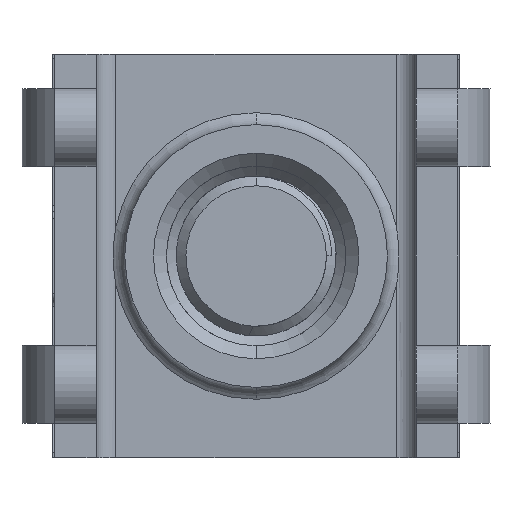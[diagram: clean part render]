
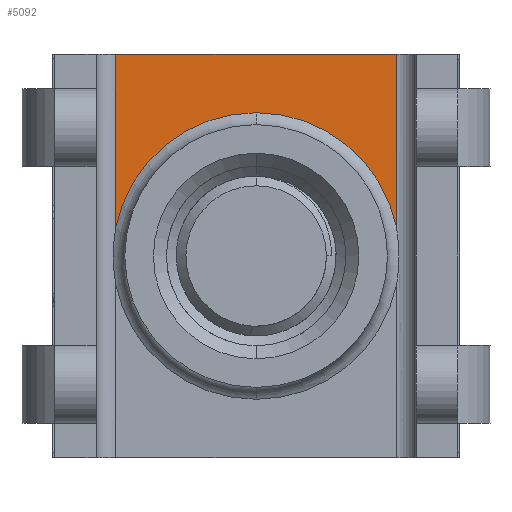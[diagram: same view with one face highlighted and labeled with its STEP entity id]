
A CAD part, front view. The second image highlights one B-rep face of the part: STEP entity #5092.
In plain terms, the highlighted planar face has unit normal (0, -1, 0).
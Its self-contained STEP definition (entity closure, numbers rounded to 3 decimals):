
#3038 = DIRECTION ( 'NONE',  ( 1., 0., 0. ) ) ;
#3039 = VECTOR ( 'NONE', #3038, 1000. ) ;
#3040 = CARTESIAN_POINT ( 'NONE',  ( -1.974, 3.426, 4.448 ) ) ;
#3041 = LINE ( 'NONE', #3040, #3039 ) ;
#3042 = CARTESIAN_POINT ( 'NONE',  ( 3.512, 3.426, 1.063 ) ) ;
#3107 = DIRECTION ( 'NONE',  ( 0., 0., -1. ) ) ;
#3108 = VECTOR ( 'NONE', #3107, 1000. ) ;
#3109 = CARTESIAN_POINT ( 'NONE',  ( 3.512, 3.426, 4.448 ) ) ;
#3110 = LINE ( 'NONE', #3109, #3108 ) ;
#4480 = DIRECTION ( 'NONE',  ( 0., 0., 1. ) ) ;
#4481 = DIRECTION ( 'NONE',  ( 0., 1., 0. ) ) ;
#4482 = CARTESIAN_POINT ( 'NONE',  ( -1.974, 3.426, 4.448 ) ) ;
#4483 = AXIS2_PLACEMENT_3D ( 'NONE', #4482, #4481, #4480 ) ;
#4497 = FACE_OUTER_BOUND ( 'NONE', #5088, .T. ) ;
#4512 = PLANE ( 'NONE',  #4483 ) ;
#4541 = DIRECTION ( 'NONE',  ( 0., 0., 1. ) ) ;
#4542 = DIRECTION ( 'NONE',  ( 0., 1., 0. ) ) ;
#4543 = CARTESIAN_POINT ( 'NONE',  ( 0.769, 3.426, 0.511 ) ) ;
#4544 = AXIS2_PLACEMENT_3D ( 'NONE', #4543, #4542, #4541 ) ;
#4545 = CIRCLE ( 'NONE', #4544, 2.798 ) ;
#4592 = CARTESIAN_POINT ( 'NONE',  ( 3.512, 3.426, 4.448 ) ) ;
#4903 = EDGE_CURVE ( 'NONE', #4904, #4991, #10382, .T. ) ;
#4904 = VERTEX_POINT ( 'NONE', #10378 ) ;
#4991 = VERTEX_POINT ( 'NONE', #10718 ) ;
#5071 = VERTEX_POINT ( 'NONE', #10991 ) ;
#5074 = ORIENTED_EDGE ( 'NONE', *, *, #5166, .F. ) ;
#5078 = EDGE_CURVE ( 'NONE', #5071, #4904, #11001, .T. ) ;
#5088 = EDGE_LOOP ( 'NONE', ( #5246, #5247, #5074, #5135, #5137 ) ) ;
#5089 = VERTEX_POINT ( 'NONE', #4592 ) ;
#5092 = ADVANCED_FACE ( 'NONE', ( #4497 ), #4512, .F. ) ;
#5107 = EDGE_CURVE ( 'NONE', #4991, #5134, #4545, .T. ) ;
#5134 = VERTEX_POINT ( 'NONE', #3042 ) ;
#5135 = ORIENTED_EDGE ( 'NONE', *, *, #5136, .F. ) ;
#5136 = EDGE_CURVE ( 'NONE', #5071, #5089, #3041, .T. ) ;
#5137 = ORIENTED_EDGE ( 'NONE', *, *, #5078, .T. ) ;
#5166 = EDGE_CURVE ( 'NONE', #5089, #5134, #3110, .T. ) ;
#5246 = ORIENTED_EDGE ( 'NONE', *, *, #4903, .T. ) ;
#5247 = ORIENTED_EDGE ( 'NONE', *, *, #5107, .T. ) ;
#10371 = CARTESIAN_POINT ( 'NONE',  ( 0.769, 3.426, 0.511 ) ) ;
#10378 = CARTESIAN_POINT ( 'NONE',  ( -1.974, 3.426, 1.063 ) ) ;
#10379 = DIRECTION ( 'NONE',  ( 0., 0., 1. ) ) ;
#10380 = DIRECTION ( 'NONE',  ( 0., 1., 0. ) ) ;
#10381 = AXIS2_PLACEMENT_3D ( 'NONE', #10371, #10380, #10379 ) ;
#10382 = CIRCLE ( 'NONE', #10381, 2.798 ) ;
#10718 = CARTESIAN_POINT ( 'NONE',  ( 0.769, 3.426, 3.309 ) ) ;
#10991 = CARTESIAN_POINT ( 'NONE',  ( -1.974, 3.426, 4.448 ) ) ;
#11001 = LINE ( 'NONE', #11013, #11012 ) ;
#11011 = DIRECTION ( 'NONE',  ( 0., 0., -1. ) ) ;
#11012 = VECTOR ( 'NONE', #11011, 1000. ) ;
#11013 = CARTESIAN_POINT ( 'NONE',  ( -1.974, 3.426, 4.448 ) ) ;
